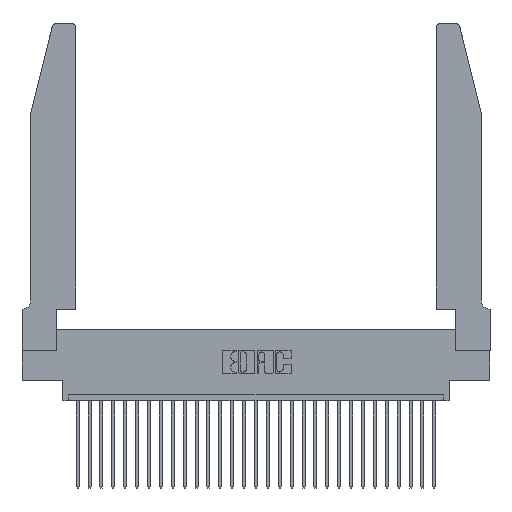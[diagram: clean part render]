
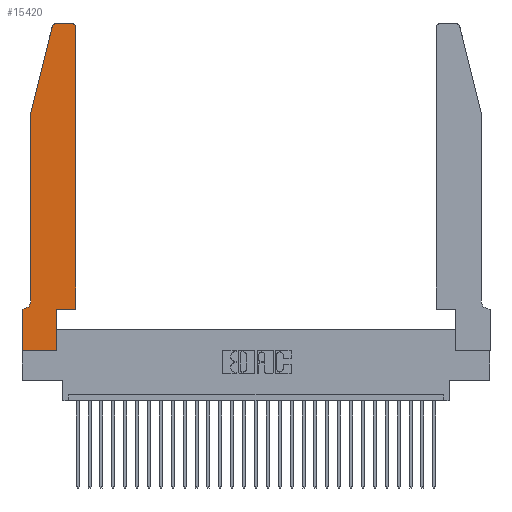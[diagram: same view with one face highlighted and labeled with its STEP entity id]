
A CAD part, top view. The second image highlights one B-rep face of the part: STEP entity #15420.
In plain terms, the highlighted planar face has unit normal (0, 0, 1).
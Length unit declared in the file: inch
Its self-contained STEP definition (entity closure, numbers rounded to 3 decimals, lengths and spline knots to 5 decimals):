
#87 = LINE ( 'NONE', #26681, #18789 ) ;
#106 = CARTESIAN_POINT ( 'NONE',  ( 0.284, 2.72, 0.37 ) ) ;
#140 = VERTEX_POINT ( 'NONE', #6043 ) ;
#414 = CARTESIAN_POINT ( 'NONE',  ( 0.4205, 2.72, 0.37 ) ) ;
#993 = FACE_OUTER_BOUND ( 'NONE', #3547, .T. ) ;
#1454 = CARTESIAN_POINT ( 'NONE',  ( 0., 0., 0.37 ) ) ;
#1633 = ORIENTED_EDGE ( 'NONE', *, *, #7123, .T. ) ;
#1858 = AXIS2_PLACEMENT_3D ( 'NONE', #28695, #14824, #17339 ) ;
#2026 = ORIENTED_EDGE ( 'NONE', *, *, #24963, .T. ) ;
#2305 = DIRECTION ( 'NONE',  ( 0., 0., 1. ) ) ;
#2601 = VECTOR ( 'NONE', #19547, 39.37008 ) ;
#3262 = EDGE_CURVE ( 'NONE', #25201, #6021, #13765, .T. ) ;
#3393 = ORIENTED_EDGE ( 'NONE', *, *, #21242, .T. ) ;
#3547 = EDGE_LOOP ( 'NONE', ( #6777, #20137, #21307, #23654, #8317, #3393, #24694, #1633, #2026, #13103, #7812, #8219 ) ) ;
#3834 = CARTESIAN_POINT ( 'NONE',  ( 0.0755, 2., 0.37 ) ) ;
#4533 = CARTESIAN_POINT ( 'NONE',  ( 0.0755, 0.35, 0.37 ) ) ;
#4649 = DIRECTION ( 'NONE',  ( 1., 0., 0. ) ) ;
#4941 = CARTESIAN_POINT ( 'NONE',  ( 0.0755, 2., 0.37 ) ) ;
#4978 = AXIS2_PLACEMENT_3D ( 'NONE', #414, #21056, #16714 ) ;
#5069 = LINE ( 'NONE', #8411, #21975 ) ;
#5141 = VECTOR ( 'NONE', #27084, 39.37008 ) ;
#5694 = DIRECTION ( 'NONE',  ( 1., 0., 0. ) ) ;
#5744 = EDGE_CURVE ( 'NONE', #6021, #23054, #12349, .T. ) ;
#5840 = VECTOR ( 'NONE', #22196, 39.37008 ) ;
#5899 = CARTESIAN_POINT ( 'NONE',  ( 0., 0., 0.37 ) ) ;
#6021 = VERTEX_POINT ( 'NONE', #24617 ) ;
#6043 = CARTESIAN_POINT ( 'NONE',  ( 0.25487, 2.72718, 0.37 ) ) ;
#6062 = DIRECTION ( 'NONE',  ( 0., 1., 0. ) ) ;
#6176 = EDGE_CURVE ( 'NONE', #28343, #15705, #24209, .T. ) ;
#6777 = ORIENTED_EDGE ( 'NONE', *, *, #26098, .T. ) ;
#7123 = EDGE_CURVE ( 'NONE', #26299, #29368, #11919, .T. ) ;
#7187 = VECTOR ( 'NONE', #18595, 39.37008 ) ;
#7281 = EDGE_CURVE ( 'NONE', #10944, #28343, #8011, .T. ) ;
#7296 = EDGE_CURVE ( 'NONE', #17450, #140, #27692, .T. ) ;
#7812 = ORIENTED_EDGE ( 'NONE', *, *, #3262, .T. ) ;
#8011 = LINE ( 'NONE', #4941, #26982 ) ;
#8219 = ORIENTED_EDGE ( 'NONE', *, *, #5744, .T. ) ;
#8317 = ORIENTED_EDGE ( 'NONE', *, *, #6176, .T. ) ;
#8411 = CARTESIAN_POINT ( 'NONE',  ( 0.2605, 2.75, 0.37 ) ) ;
#8968 = CARTESIAN_POINT ( 'NONE',  ( 0.4505, 0.35, 0.37 ) ) ;
#8981 = VECTOR ( 'NONE', #5694, 39.37008 ) ;
#9394 = CARTESIAN_POINT ( 'NONE',  ( 0., 0., 0.37 ) ) ;
#10400 = PLANE ( 'NONE',  #1858 ) ;
#10944 = VERTEX_POINT ( 'NONE', #18939 ) ;
#11919 = LINE ( 'NONE', #1454, #5840 ) ;
#12349 = CIRCLE ( 'NONE', #4978, 0.03 ) ;
#12801 = DIRECTION ( 'NONE',  ( -1., 0., 0. ) ) ;
#12809 = CARTESIAN_POINT ( 'NONE',  ( 0.4505, 0.35, 0.37 ) ) ;
#13103 = ORIENTED_EDGE ( 'NONE', *, *, #27140, .T. ) ;
#13765 = LINE ( 'NONE', #20262, #5141 ) ;
#13820 = VERTEX_POINT ( 'NONE', #21878 ) ;
#14392 = CARTESIAN_POINT ( 'NONE',  ( 0.2865, 0., 0.37 ) ) ;
#14824 = DIRECTION ( 'NONE',  ( 0., 0., 1. ) ) ;
#15065 = LINE ( 'NONE', #4533, #7187 ) ;
#15420 = ADVANCED_FACE ( 'NONE', ( #993 ), #10400, .T. ) ;
#15705 = VERTEX_POINT ( 'NONE', #17229 ) ;
#15987 = DIRECTION ( 'NONE',  ( 0., 0., -1. ) ) ;
#16714 = DIRECTION ( 'NONE',  ( 1., 0., 0. ) ) ;
#17229 = CARTESIAN_POINT ( 'NONE',  ( 0.0055, 0.35, 0.37 ) ) ;
#17339 = DIRECTION ( 'NONE',  ( 1., 0., 0. ) ) ;
#17450 = VERTEX_POINT ( 'NONE', #22885 ) ;
#18103 = AXIS2_PLACEMENT_3D ( 'NONE', #106, #2305, #4649 ) ;
#18595 = DIRECTION ( 'NONE',  ( -1., 0., 0. ) ) ;
#18706 = VECTOR ( 'NONE', #28900, 39.37008 ) ;
#18789 = VECTOR ( 'NONE', #6062, 39.37008 ) ;
#18939 = CARTESIAN_POINT ( 'NONE',  ( 0.0755, 2., 0.37 ) ) ;
#19547 = DIRECTION ( 'NONE',  ( -0.239, -0.971, 0. ) ) ;
#20137 = ORIENTED_EDGE ( 'NONE', *, *, #7296, .T. ) ;
#20243 = CARTESIAN_POINT ( 'NONE',  ( 0.0055, 0.42, 0.37 ) ) ;
#20262 = CARTESIAN_POINT ( 'NONE',  ( 0.4505, 0.35, 0.37 ) ) ;
#20890 = LINE ( 'NONE', #5899, #18706 ) ;
#21056 = DIRECTION ( 'NONE',  ( 0., 0., 1. ) ) ;
#21242 = EDGE_CURVE ( 'NONE', #15705, #22870, #15065, .T. ) ;
#21307 = ORIENTED_EDGE ( 'NONE', *, *, #23950, .T. ) ;
#21343 = LINE ( 'NONE', #3834, #2601 ) ;
#21878 = CARTESIAN_POINT ( 'NONE',  ( 0.2865, 0.35, 0.37 ) ) ;
#21975 = VECTOR ( 'NONE', #12801, 39.37008 ) ;
#22196 = DIRECTION ( 'NONE',  ( 1., 0., 0. ) ) ;
#22303 = CARTESIAN_POINT ( 'NONE',  ( 0., 0.35, 0.37 ) ) ;
#22870 = VERTEX_POINT ( 'NONE', #22303 ) ;
#22885 = CARTESIAN_POINT ( 'NONE',  ( 0.284, 2.75, 0.37 ) ) ;
#23054 = VERTEX_POINT ( 'NONE', #25669 ) ;
#23654 = ORIENTED_EDGE ( 'NONE', *, *, #7281, .T. ) ;
#23950 = EDGE_CURVE ( 'NONE', #140, #10944, #21343, .T. ) ;
#24209 = CIRCLE ( 'NONE', #29548, 0.07 ) ;
#24482 = CARTESIAN_POINT ( 'NONE',  ( 0.0755, 0.42, 0.37 ) ) ;
#24617 = CARTESIAN_POINT ( 'NONE',  ( 0.4505, 2.72, 0.37 ) ) ;
#24694 = ORIENTED_EDGE ( 'NONE', *, *, #29021, .T. ) ;
#24963 = EDGE_CURVE ( 'NONE', #29368, #13820, #87, .T. ) ;
#25201 = VERTEX_POINT ( 'NONE', #8968 ) ;
#25669 = CARTESIAN_POINT ( 'NONE',  ( 0.4205, 2.75, 0.37 ) ) ;
#26098 = EDGE_CURVE ( 'NONE', #23054, #17450, #5069, .T. ) ;
#26299 = VERTEX_POINT ( 'NONE', #9394 ) ;
#26681 = CARTESIAN_POINT ( 'NONE',  ( 0.2865, 0.35, 0.37 ) ) ;
#26982 = VECTOR ( 'NONE', #29689, 39.37008 ) ;
#27084 = DIRECTION ( 'NONE',  ( 0., 1., 0. ) ) ;
#27140 = EDGE_CURVE ( 'NONE', #13820, #25201, #27933, .T. ) ;
#27254 = DIRECTION ( 'NONE',  ( -1., 0., 0. ) ) ;
#27692 = CIRCLE ( 'NONE', #18103, 0.03 ) ;
#27933 = LINE ( 'NONE', #12809, #8981 ) ;
#28343 = VERTEX_POINT ( 'NONE', #24482 ) ;
#28695 = CARTESIAN_POINT ( 'NONE',  ( 0., 0.35, 0.37 ) ) ;
#28900 = DIRECTION ( 'NONE',  ( 0., -1., 0. ) ) ;
#29021 = EDGE_CURVE ( 'NONE', #22870, #26299, #20890, .T. ) ;
#29368 = VERTEX_POINT ( 'NONE', #14392 ) ;
#29548 = AXIS2_PLACEMENT_3D ( 'NONE', #20243, #15987, #27254 ) ;
#29689 = DIRECTION ( 'NONE',  ( 0., -1., 0. ) ) ;
